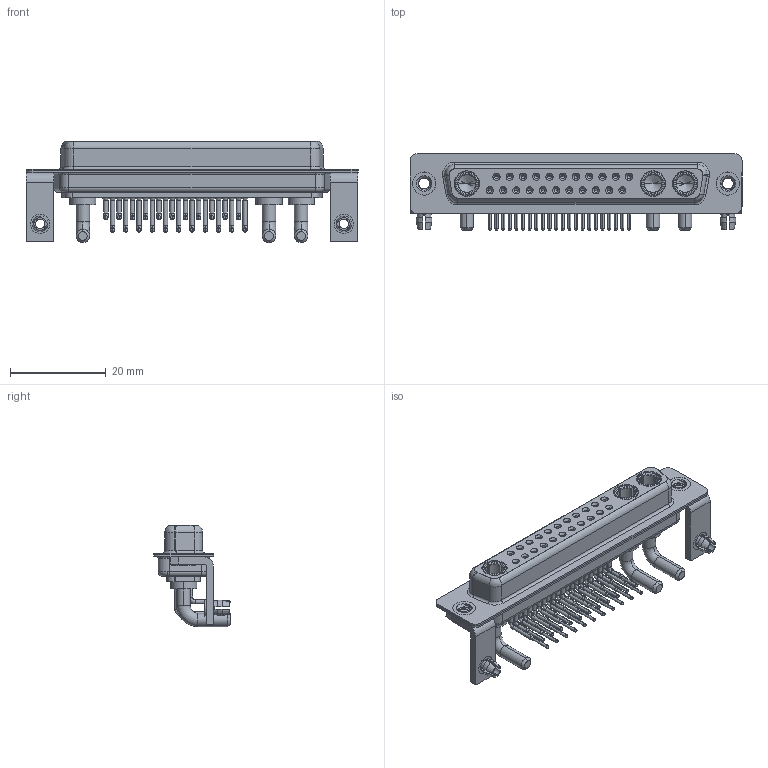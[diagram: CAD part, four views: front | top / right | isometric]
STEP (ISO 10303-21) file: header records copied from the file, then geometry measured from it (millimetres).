
FILE_DESCRIPTION (( 'STEP AP203' ), '1' );
FILE_NAME ('630-25W3240-2T3.STEP', '2022-06-07T02:27:07', ( '' ), ( '' ), 'SwSTEP 2.0', 'SolidWorks 2020', '' );
FILE_SCHEMA (( 'CONFIG_CONTROL_DESIGN' ));
Length unit declared in the file: millimetre
Products named in the file (10): 630Combo Contact Row 2; Power Socket_20A RA; 630Combo Threaded Rivet_3; 630Combo Shell Front_37 Contacts; 630Combo Shell Rear_37 Contacts; 630Combo Contact Row 1; 630Combo Stabilizer Bracket; 630-25W3240-2T3; 630Combo Housing_25W3; 630Combo Board Lock
Assembly tree (34 placements, depth 2):
  630-25W3240-2T3
    630Combo Housing_25W3
    630Combo Shell Front_37 Contacts
    630Combo Shell Rear_37 Contacts
    630Combo Threaded Rivet_3  x2
    630Combo Stabilizer Bracket  x2
    630Combo Board Lock  x2
    Power Socket_20A RA  x3
    630Combo Contact Row 1  x11
    630Combo Contact Row 2  x11
Bounding box: 69.4 x 16 x 21.2 mm (x, y, z)
Volume: 5979.5 mm3; surface area: 13512.3 mm2
Topology: 37 solids, 37 shells, 1811 faces, 4623 edges, 2926 vertices
Faces by surface type: cylinder 768, plane 552, cone 319, bspline 97, torus 75
Entity records: 26148 total; most frequent: CARTESIAN_POINT 5828, DIRECTION 4241, ORIENTED_EDGE 3654, EDGE_CURVE 1827, AXIS2_PLACEMENT_3D 1754, VERTEX_POINT 1169, CIRCLE 963, EDGE_LOOP 924
